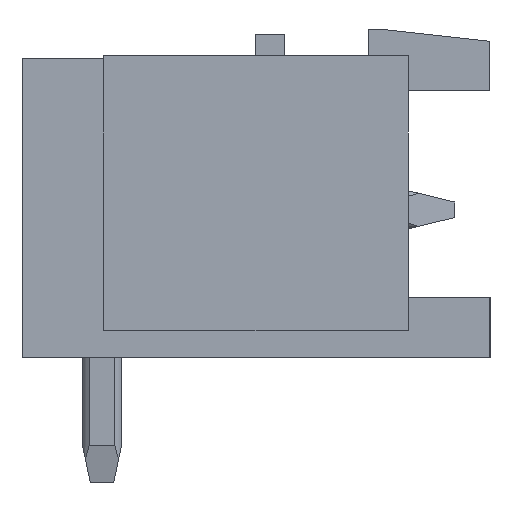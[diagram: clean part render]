
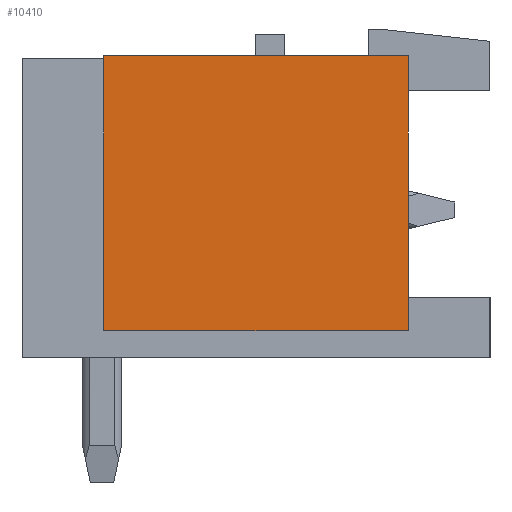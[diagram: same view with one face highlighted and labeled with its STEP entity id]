
A CAD part, left-side view. The second image highlights one B-rep face of the part: STEP entity #10410.
In plain terms, the highlighted planar face has unit normal (-1, 0, 0).
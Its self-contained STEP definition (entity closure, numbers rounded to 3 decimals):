
#10374=AXIS2_PLACEMENT_3D('Plane Axis2P3D',#10371,#10372,#10373) ;
#10371=CARTESIAN_POINT('Axis2P3D Location',(0.,2.1,0.)) ;
#10376=CARTESIAN_POINT('Line Origine',(0.,9.9,7.425)) ;
#10380=CARTESIAN_POINT('Vertex',(0.,9.9,3.9)) ;
#10382=CARTESIAN_POINT('Vertex',(0.,9.9,10.95)) ;
#10385=CARTESIAN_POINT('Line Origine',(0.,6.,3.9)) ;
#10389=CARTESIAN_POINT('Vertex',(0.,2.1,3.9)) ;
#10392=CARTESIAN_POINT('Line Origine',(0.,2.1,7.425)) ;
#10396=CARTESIAN_POINT('Vertex',(0.,2.1,10.95)) ;
#10399=CARTESIAN_POINT('Line Origine',(0.,6.,10.95)) ;
#10372=DIRECTION('Axis2P3D Direction',(1.,0.,0.)) ;
#10373=DIRECTION('Axis2P3D XDirection',(0.,1.,0.)) ;
#10377=DIRECTION('Vector Direction',(0.,0.,1.)) ;
#10386=DIRECTION('Vector Direction',(0.,1.,0.)) ;
#10393=DIRECTION('Vector Direction',(0.,0.,1.)) ;
#10400=DIRECTION('Vector Direction',(0.,1.,0.)) ;
#10378=VECTOR('Line Direction',#10377,1.) ;
#10387=VECTOR('Line Direction',#10386,1.) ;
#10394=VECTOR('Line Direction',#10393,1.) ;
#10401=VECTOR('Line Direction',#10400,1.) ;
#10405=ORIENTED_EDGE('',*,*,#10384,.F.) ;
#10406=ORIENTED_EDGE('',*,*,#10391,.T.) ;
#10407=ORIENTED_EDGE('',*,*,#10398,.T.) ;
#10408=ORIENTED_EDGE('',*,*,#10403,.F.) ;
#10410=ADVANCED_FACE('Housing',(#10409),#10375,.F.) ;
#10384=EDGE_CURVE('',#10381,#10383,#10379,.T.) ;
#10391=EDGE_CURVE('',#10381,#10390,#10388,.F.) ;
#10398=EDGE_CURVE('',#10390,#10397,#10395,.T.) ;
#10403=EDGE_CURVE('',#10383,#10397,#10402,.F.) ;
#10404=EDGE_LOOP('',(#10405,#10406,#10407,#10408)) ;
#10409=FACE_OUTER_BOUND('',#10404,.T.) ;
#10379=LINE('Line',#10376,#10378) ;
#10388=LINE('Line',#10385,#10387) ;
#10395=LINE('Line',#10392,#10394) ;
#10402=LINE('Line',#10399,#10401) ;
#10375=PLANE('',#10374) ;
#10381=VERTEX_POINT('',#10380) ;
#10383=VERTEX_POINT('',#10382) ;
#10390=VERTEX_POINT('',#10389) ;
#10397=VERTEX_POINT('',#10396) ;
